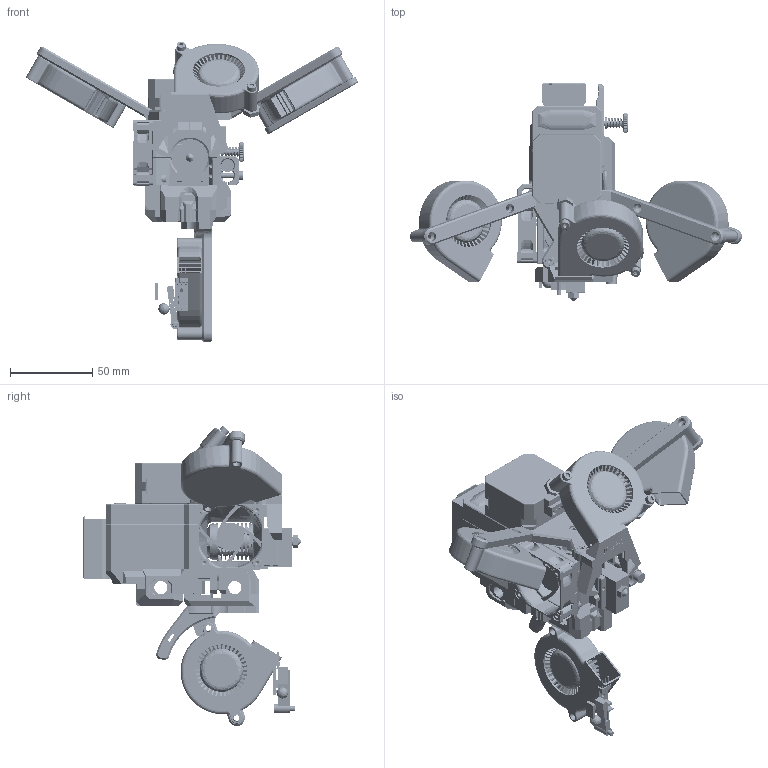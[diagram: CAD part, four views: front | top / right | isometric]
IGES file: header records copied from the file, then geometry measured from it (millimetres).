
Global section: file name: Bondtech Extruder Dragon 3F_v51; native system: unknown; preprocessor: unknown; author: unknown; organization: unknown; date: 20200923.180225; units: millimetre
Bounding box: 202.11 x 132.9 x 182.8 mm (x, y, z)
Volume: 363395 mm3; surface area: 269338.5 mm2
Topology: 139 solids, 181 shells, 9449 faces, 25231 edges, 16063 vertices
Faces by surface type: bspline 9448, revolution 1
